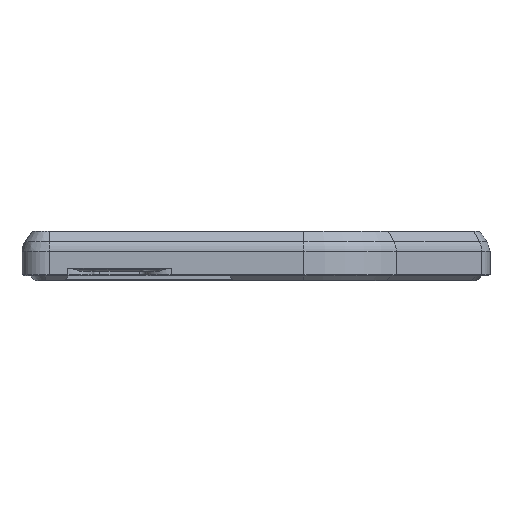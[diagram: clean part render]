
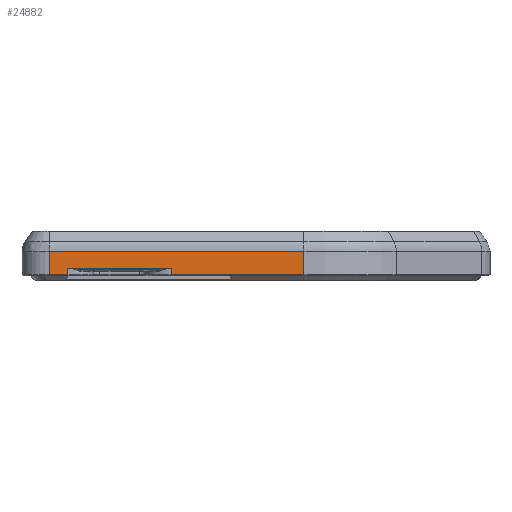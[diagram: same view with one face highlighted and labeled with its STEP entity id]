
A CAD part, left-side view. The second image highlights one B-rep face of the part: STEP entity #24882.
In plain terms, the highlighted planar face has unit normal (-1, 0, 0).
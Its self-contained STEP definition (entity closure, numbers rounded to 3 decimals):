
#193=PLANE('',#26232);
#1378=FACE_OUTER_BOUND('',#2699,.T.);
#2699=EDGE_LOOP('',(#17478,#17479,#17480,#17481,#17482,#17483,#17484,#17485));
#4036=LINE('',#34529,#7423);
#4044=LINE('',#34555,#7431);
#4065=LINE('',#34672,#7452);
#4075=LINE('',#34698,#7462);
#4077=LINE('',#34704,#7464);
#4090=LINE('',#34763,#7477);
#4091=LINE('',#34766,#7478);
#4092=LINE('',#34767,#7479);
#7423=VECTOR('',#27860,10.);
#7431=VECTOR('',#27878,10.);
#7452=VECTOR('',#27939,10.);
#7462=VECTOR('',#27959,10.);
#7464=VECTOR('',#27965,10.);
#7477=VECTOR('',#28000,10.);
#7478=VECTOR('',#28005,10.);
#7479=VECTOR('',#28006,10.);
#11145=VERTEX_POINT('',#34525);
#11146=VERTEX_POINT('',#34527);
#11154=VERTEX_POINT('',#34548);
#11156=VERTEX_POINT('',#34554);
#11176=VERTEX_POINT('',#34665);
#11178=VERTEX_POINT('',#34671);
#11188=VERTEX_POINT('',#34702);
#11197=VERTEX_POINT('',#34762);
#13609=EDGE_CURVE('',#11146,#11145,#4036,.T.);
#13620=EDGE_CURVE('',#11154,#11156,#4044,.T.);
#13653=EDGE_CURVE('',#11176,#11178,#4065,.T.);
#13666=EDGE_CURVE('',#11178,#11146,#4075,.T.);
#13669=EDGE_CURVE('',#11176,#11188,#4077,.T.);
#13686=EDGE_CURVE('',#11156,#11197,#4090,.T.);
#13688=EDGE_CURVE('',#11197,#11188,#4091,.T.);
#13689=EDGE_CURVE('',#11145,#11154,#4092,.T.);
#17478=ORIENTED_EDGE('',*,*,#13666,.F.);
#17479=ORIENTED_EDGE('',*,*,#13653,.F.);
#17480=ORIENTED_EDGE('',*,*,#13669,.T.);
#17481=ORIENTED_EDGE('',*,*,#13688,.F.);
#17482=ORIENTED_EDGE('',*,*,#13686,.F.);
#17483=ORIENTED_EDGE('',*,*,#13620,.F.);
#17484=ORIENTED_EDGE('',*,*,#13689,.F.);
#17485=ORIENTED_EDGE('',*,*,#13609,.F.);
#24882=ADVANCED_FACE('',(#1378),#193,.T.);
#26232=AXIS2_PLACEMENT_3D('',#34765,#28003,#28004);
#27860=DIRECTION('',(0.,1.,0.));
#27878=DIRECTION('',(0.,1.,0.));
#27939=DIRECTION('',(0.,1.,0.));
#27959=DIRECTION('',(0.,0.,1.));
#27965=DIRECTION('',(0.,0.,1.));
#28000=DIRECTION('',(0.,0.,1.));
#28003=DIRECTION('center_axis',(-1.,0.,0.));
#28004=DIRECTION('ref_axis',(0.,-1.,0.));
#28005=DIRECTION('',(0.,-1.,0.));
#28006=DIRECTION('',(0.,0.,-1.));
#34525=CARTESIAN_POINT('',(-6.,-8.373,8.166));
#34527=CARTESIAN_POINT('',(-6.,-38.373,8.166));
#34529=CARTESIAN_POINT('',(-6.,-9.436,8.166));
#34548=CARTESIAN_POINT('',(-6.,-8.373,6.4));
#34554=CARTESIAN_POINT('',(-6.,-3.,6.4));
#34555=CARTESIAN_POINT('',(-6.,-33.033,6.4));
#34665=CARTESIAN_POINT('',(-6.,-77.,6.4));
#34671=CARTESIAN_POINT('',(-6.,-38.373,6.4));
#34672=CARTESIAN_POINT('',(-6.,-33.033,6.4));
#34698=CARTESIAN_POINT('',(-6.,-38.373,3.883));
#34702=CARTESIAN_POINT('',(-6.,-77.,13.139));
#34704=CARTESIAN_POINT('',(-6.,-77.,0.));
#34762=CARTESIAN_POINT('',(-6.,-3.,13.139));
#34763=CARTESIAN_POINT('',(-6.,-3.,0.));
#34765=CARTESIAN_POINT('Origin',(-6.,-3.,0.));
#34766=CARTESIAN_POINT('',(-6.,-18.017,13.139));
#34767=CARTESIAN_POINT('',(-6.,-8.373,1.883));
